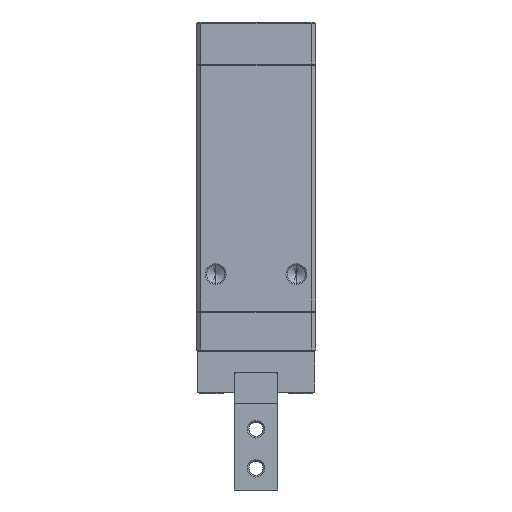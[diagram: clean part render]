
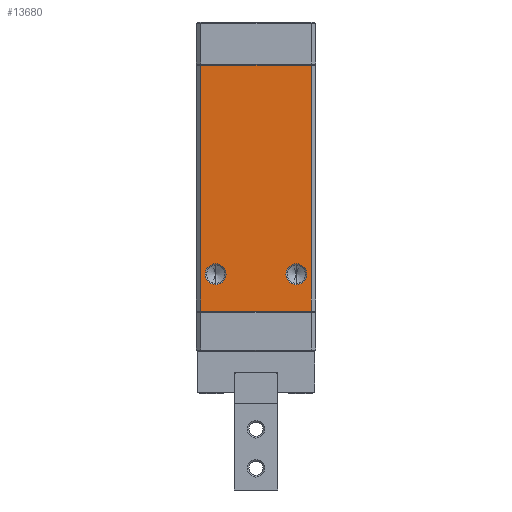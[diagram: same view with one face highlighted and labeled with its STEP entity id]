
A CAD part, left-side view. The second image highlights one B-rep face of the part: STEP entity #13680.
In plain terms, the highlighted face is planar.
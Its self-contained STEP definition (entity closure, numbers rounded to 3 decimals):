
#20 = DIRECTION ( 'NONE',  ( 0., 1., 0. ) ) ;
#332 = EDGE_CURVE ( 'NONE', #32854, #16891, #26738, .T. ) ;
#1708 = EDGE_CURVE ( 'NONE', #32618, #21994, #16164, .T. ) ;
#1846 = DIRECTION ( 'NONE',  ( -1., 0., 0. ) ) ;
#1935 = EDGE_CURVE ( 'NONE', #20215, #7022, #5119, .T. ) ;
#2542 = CARTESIAN_POINT ( 'NONE',  ( 21., 13.8, -28.35 ) ) ;
#2606 = CARTESIAN_POINT ( 'NONE',  ( 21., 12.8, 28.35 ) ) ;
#3605 = FACE_BOUND ( 'NONE', #8015, .T. ) ;
#4429 = CARTESIAN_POINT ( 'NONE',  ( 21., -9.3, -19.85 ) ) ;
#5119 = LINE ( 'NONE', #2542, #23015 ) ;
#5952 = EDGE_LOOP ( 'NONE', ( #26108, #7101, #19848, #21040 ) ) ;
#6469 = DIRECTION ( 'NONE',  ( 0., 0., 1. ) ) ;
#6525 = AXIS2_PLACEMENT_3D ( 'NONE', #30267, #7136, #17400 ) ;
#6718 = CARTESIAN_POINT ( 'NONE',  ( 21., -9.3, -17.45 ) ) ;
#6976 = CARTESIAN_POINT ( 'NONE',  ( 21., 13.8, 28.35 ) ) ;
#7022 = VERTEX_POINT ( 'NONE', #21373 ) ;
#7101 = ORIENTED_EDGE ( 'NONE', *, *, #14803, .T. ) ;
#7136 = DIRECTION ( 'NONE',  ( -1., 0., 0. ) ) ;
#8015 = EDGE_LOOP ( 'NONE', ( #28004, #24313 ) ) ;
#8500 = LINE ( 'NONE', #18739, #18600 ) ;
#8526 = DIRECTION ( 'NONE',  ( -1., 0., 0. ) ) ;
#9295 = LINE ( 'NONE', #19499, #13203 ) ;
#11432 = EDGE_CURVE ( 'NONE', #21994, #32618, #29556, .T. ) ;
#11528 = VECTOR ( 'NONE', #17248, 1000. ) ;
#12221 = AXIS2_PLACEMENT_3D ( 'NONE', #4429, #1846, #32822 ) ;
#12425 = DIRECTION ( 'NONE',  ( -1., 0., 0. ) ) ;
#13203 = VECTOR ( 'NONE', #29855, 1000. ) ;
#13680 = ADVANCED_FACE ( 'NONE', ( #26704, #3605, #13899 ), #24156, .F. ) ;
#13899 = FACE_OUTER_BOUND ( 'NONE', #5952, .T. ) ;
#14803 = EDGE_CURVE ( 'NONE', #7022, #18984, #8500, .T. ) ;
#15004 = AXIS2_PLACEMENT_3D ( 'NONE', #31651, #8526, #18759 ) ;
#16164 = CIRCLE ( 'NONE', #20425, 2.4 ) ;
#16891 = VERTEX_POINT ( 'NONE', #27866 ) ;
#17248 = DIRECTION ( 'NONE',  ( 0., 1., 0. ) ) ;
#17343 = ORIENTED_EDGE ( 'NONE', *, *, #332, .T. ) ;
#17400 = DIRECTION ( 'NONE',  ( 0., 0., 1. ) ) ;
#18460 = CARTESIAN_POINT ( 'NONE',  ( 21., 9.3, -19.85 ) ) ;
#18600 = VECTOR ( 'NONE', #29078, 1000. ) ;
#18739 = CARTESIAN_POINT ( 'NONE',  ( 21., 12.8, 28.35 ) ) ;
#18759 = DIRECTION ( 'NONE',  ( 0., 0., 1. ) ) ;
#18984 = VERTEX_POINT ( 'NONE', #2606 ) ;
#19244 = CARTESIAN_POINT ( 'NONE',  ( 21., 13.8, 28.35 ) ) ;
#19499 = CARTESIAN_POINT ( 'NONE',  ( 21., -12.8, 28.35 ) ) ;
#19848 = ORIENTED_EDGE ( 'NONE', *, *, #24898, .F. ) ;
#20154 = CARTESIAN_POINT ( 'NONE',  ( 21., -12.8, 28.35 ) ) ;
#20215 = VERTEX_POINT ( 'NONE', #30243 ) ;
#20425 = AXIS2_PLACEMENT_3D ( 'NONE', #18460, #12425, #20943 ) ;
#20687 = ORIENTED_EDGE ( 'NONE', *, *, #32137, .T. ) ;
#20943 = DIRECTION ( 'NONE',  ( 0., 0., 1. ) ) ;
#21004 = CIRCLE ( 'NONE', #6525, 2.4 ) ;
#21040 = ORIENTED_EDGE ( 'NONE', *, *, #26305, .T. ) ;
#21373 = CARTESIAN_POINT ( 'NONE',  ( 21., 12.8, -28.35 ) ) ;
#21994 = VERTEX_POINT ( 'NONE', #25101 ) ;
#23015 = VECTOR ( 'NONE', #20, 1000. ) ;
#24156 = PLANE ( 'NONE',  #28610 ) ;
#24313 = ORIENTED_EDGE ( 'NONE', *, *, #1708, .T. ) ;
#24898 = EDGE_CURVE ( 'NONE', #32455, #18984, #30108, .T. ) ;
#25101 = CARTESIAN_POINT ( 'NONE',  ( 21., 9.3, -22.25 ) ) ;
#25331 = EDGE_LOOP ( 'NONE', ( #20687, #17343 ) ) ;
#26108 = ORIENTED_EDGE ( 'NONE', *, *, #1935, .T. ) ;
#26305 = EDGE_CURVE ( 'NONE', #32455, #20215, #9295, .T. ) ;
#26704 = FACE_BOUND ( 'NONE', #25331, .T. ) ;
#26738 = CIRCLE ( 'NONE', #12221, 2.4 ) ;
#27866 = CARTESIAN_POINT ( 'NONE',  ( 21., -9.3, -22.25 ) ) ;
#28004 = ORIENTED_EDGE ( 'NONE', *, *, #11432, .T. ) ;
#28610 = AXIS2_PLACEMENT_3D ( 'NONE', #19244, #29603, #6469 ) ;
#29078 = DIRECTION ( 'NONE',  ( 0., 0., 1. ) ) ;
#29556 = CIRCLE ( 'NONE', #15004, 2.4 ) ;
#29603 = DIRECTION ( 'NONE',  ( -1., 0., 0. ) ) ;
#29855 = DIRECTION ( 'NONE',  ( 0., 0., -1. ) ) ;
#30108 = LINE ( 'NONE', #6976, #11528 ) ;
#30243 = CARTESIAN_POINT ( 'NONE',  ( 21., -12.8, -28.35 ) ) ;
#30267 = CARTESIAN_POINT ( 'NONE',  ( 21., -9.3, -19.85 ) ) ;
#31651 = CARTESIAN_POINT ( 'NONE',  ( 21., 9.3, -19.85 ) ) ;
#32137 = EDGE_CURVE ( 'NONE', #16891, #32854, #21004, .T. ) ;
#32189 = CARTESIAN_POINT ( 'NONE',  ( 21., 9.3, -17.45 ) ) ;
#32455 = VERTEX_POINT ( 'NONE', #20154 ) ;
#32618 = VERTEX_POINT ( 'NONE', #32189 ) ;
#32822 = DIRECTION ( 'NONE',  ( 0., 0., 1. ) ) ;
#32854 = VERTEX_POINT ( 'NONE', #6718 ) ;
